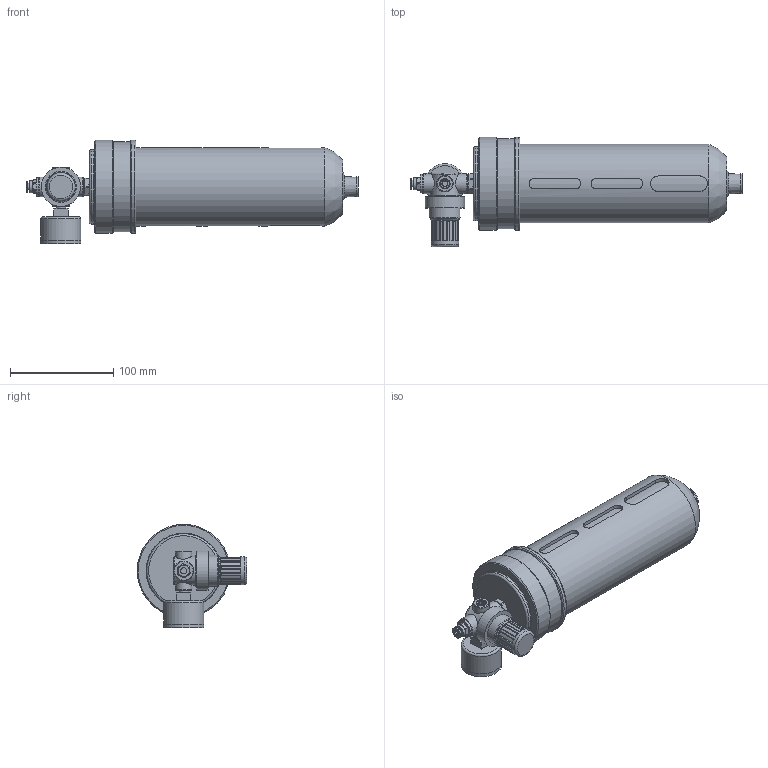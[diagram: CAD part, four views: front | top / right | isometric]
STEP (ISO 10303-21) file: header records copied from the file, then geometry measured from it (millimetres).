
FILE_DESCRIPTION(/* description */ (''),/* implementation_level */ '2;1');
FILE_NAME(/* name */ '508477_S01794_R0_ZSB_Behälterentleerung_600ml_Druckergler_Shrinkwrap_1.stp',/* time_stamp */ '2022-09-02T11:09:10+02:00',/* author */ ('glueck'),/* organization */ (''),/* preprocessor_version */ 'ST-DEVELOPER v18.1',/* originating_system */ 'Autodesk Inventor 2021',/* authorisation */ '');
FILE_SCHEMA (('AUTOMOTIVE_DESIGN { 1 0 10303 214 3 1 1 }'));
Length unit declared in the file: millimetre
Products named in the file (1): 508477_S01794_R0_ZSB_Behälterentleerung_600ml_Druckergler_Shrinkw
rap_1
Bounding box: 321.3 x 106 x 100 mm (x, y, z)
Volume: 1195439.5 mm3; surface area: 205173.1 mm2
Topology: 1 solids, 1 shells, 243 faces, 639 edges, 422 vertices
Faces by surface type: cylinder 93, plane 88, bspline 29, torus 17, cone 16
Full cylindrical faces by diameter (mm): 6 x1, 7.1 x1, 9.728 x1, 11 x1, 11.6 x1, 12.9 x1, 14 x1, 16 x2, 18 x1, 19 x2, 19.2 x1, 21 x1, 27 x1, 27.5 x1, 30 x1, 32 x1, 38 x1, 38.96 x1, 39 x2, 68 x1, 69 x1, 72 x1, 73.8 x1, 76 x2, 82.5 x2, 87 x1, 90 x2
Entity records: 18041 total; most frequent: CARTESIAN_POINT 11944, ORIENTED_EDGE 1278, DIRECTION 1128, EDGE_CURVE 639, AXIS2_PLACEMENT_3D 459, VERTEX_POINT 422, EDGE_LOOP 283, STYLED_ITEM 244
